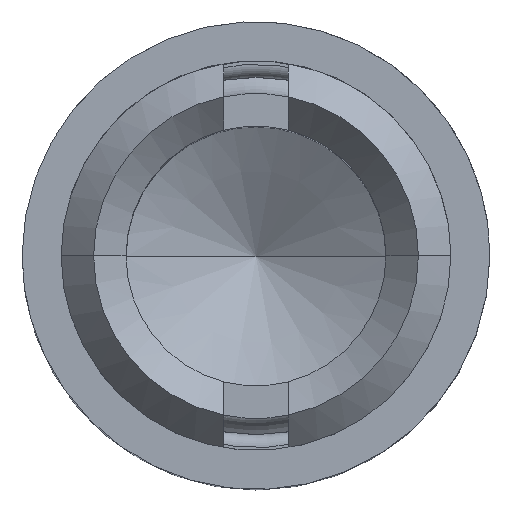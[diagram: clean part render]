
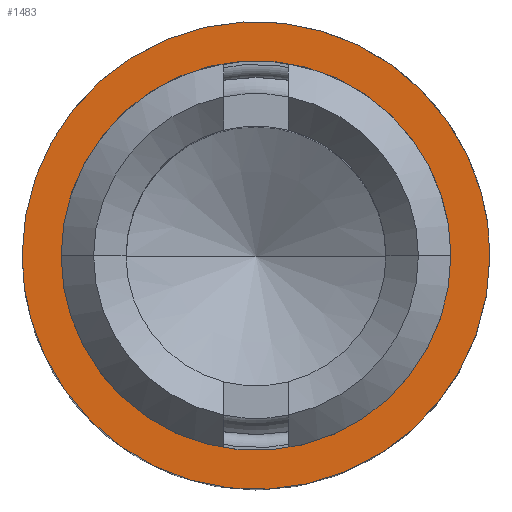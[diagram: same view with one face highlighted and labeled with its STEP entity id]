
A CAD part, top view. The second image highlights one B-rep face of the part: STEP entity #1483.
In plain terms, the highlighted planar face has unit normal (0, 0, 1).
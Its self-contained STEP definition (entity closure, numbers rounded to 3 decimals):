
#1367=AXIS2_PLACEMENT_3D('Plane Axis2P3D',#1364,#1365,#1366) ;
#1364=CARTESIAN_POINT('Axis2P3D Location',(3.6,7.2,37.65)) ;
#1370=CARTESIAN_POINT('Control Point',(7.2,3.6,37.65)) ;
#1371=CARTESIAN_POINT('Control Point',(7.2,3.228,37.65)) ;
#1372=CARTESIAN_POINT('Control Point',(7.152,2.856,37.65)) ;
#1373=CARTESIAN_POINT('Control Point',(7.056,2.493,37.65)) ;
#1374=CARTESIAN_POINT('Control Point',(6.772,1.799,37.65)) ;
#1375=CARTESIAN_POINT('Control Point',(6.322,1.2,37.65)) ;
#1376=CARTESIAN_POINT('Control Point',(6.059,0.931,37.65)) ;
#1377=CARTESIAN_POINT('Control Point',(5.469,0.467,37.65)) ;
#1378=CARTESIAN_POINT('Control Point',(4.782,0.169,37.65)) ;
#1379=CARTESIAN_POINT('Control Point',(4.42,0.065,37.65)) ;
#1380=CARTESIAN_POINT('Control Point',(3.679,-0.047,37.65)) ;
#1381=CARTESIAN_POINT('Control Point',(2.933,0.033,37.65)) ;
#1382=CARTESIAN_POINT('Control Point',(2.568,0.121,37.65)) ;
#1383=CARTESIAN_POINT('Control Point',(1.868,0.39,37.65)) ;
#1384=CARTESIAN_POINT('Control Point',(1.259,0.827,37.65)) ;
#1385=CARTESIAN_POINT('Control Point',(0.985,1.084,37.65)) ;
#1386=CARTESIAN_POINT('Control Point',(0.508,1.663,37.65)) ;
#1387=CARTESIAN_POINT('Control Point',(0.195,2.345,37.65)) ;
#1388=CARTESIAN_POINT('Control Point',(0.083,2.704,37.65)) ;
#1389=CARTESIAN_POINT('Control Point',(0.014,3.104,37.65)) ;
#1390=CARTESIAN_POINT('Control Point',(0.001,3.507,37.65)) ;
#1391=CARTESIAN_POINT('Control Point',(0.,3.538,37.65)) ;
#1392=CARTESIAN_POINT('Control Point',(0.,3.569,37.65)) ;
#1393=CARTESIAN_POINT('Control Point',(0.,3.6,37.65)) ;
#1394=CARTESIAN_POINT('Vertex',(7.2,3.6,37.65)) ;
#1396=CARTESIAN_POINT('Vertex',(0.,3.6,37.65)) ;
#1400=CARTESIAN_POINT('Control Point',(0.,3.6,37.65)) ;
#1401=CARTESIAN_POINT('Control Point',(0.,3.972,37.65)) ;
#1402=CARTESIAN_POINT('Control Point',(0.048,4.344,37.65)) ;
#1403=CARTESIAN_POINT('Control Point',(0.144,4.707,37.65)) ;
#1404=CARTESIAN_POINT('Control Point',(0.428,5.401,37.65)) ;
#1405=CARTESIAN_POINT('Control Point',(0.878,6.,37.65)) ;
#1406=CARTESIAN_POINT('Control Point',(1.141,6.269,37.65)) ;
#1407=CARTESIAN_POINT('Control Point',(1.731,6.733,37.65)) ;
#1408=CARTESIAN_POINT('Control Point',(2.418,7.031,37.65)) ;
#1409=CARTESIAN_POINT('Control Point',(2.78,7.135,37.65)) ;
#1410=CARTESIAN_POINT('Control Point',(3.521,7.247,37.65)) ;
#1411=CARTESIAN_POINT('Control Point',(4.267,7.167,37.65)) ;
#1412=CARTESIAN_POINT('Control Point',(4.632,7.079,37.65)) ;
#1413=CARTESIAN_POINT('Control Point',(5.332,6.81,37.65)) ;
#1414=CARTESIAN_POINT('Control Point',(5.941,6.373,37.65)) ;
#1415=CARTESIAN_POINT('Control Point',(6.215,6.116,37.65)) ;
#1416=CARTESIAN_POINT('Control Point',(6.692,5.537,37.65)) ;
#1417=CARTESIAN_POINT('Control Point',(7.005,4.855,37.65)) ;
#1418=CARTESIAN_POINT('Control Point',(7.117,4.496,37.65)) ;
#1419=CARTESIAN_POINT('Control Point',(7.186,4.096,37.65)) ;
#1420=CARTESIAN_POINT('Control Point',(7.199,3.693,37.65)) ;
#1421=CARTESIAN_POINT('Control Point',(7.2,3.662,37.65)) ;
#1422=CARTESIAN_POINT('Control Point',(7.2,3.631,37.65)) ;
#1423=CARTESIAN_POINT('Control Point',(7.2,3.6,37.65)) ;
#1430=CARTESIAN_POINT('Control Point',(0.6,3.6,37.65)) ;
#1431=CARTESIAN_POINT('Control Point',(0.6,3.939,37.65)) ;
#1432=CARTESIAN_POINT('Control Point',(0.648,4.279,37.65)) ;
#1433=CARTESIAN_POINT('Control Point',(0.744,4.609,37.65)) ;
#1434=CARTESIAN_POINT('Control Point',(1.027,5.234,37.65)) ;
#1435=CARTESIAN_POINT('Control Point',(1.472,5.755,37.65)) ;
#1436=CARTESIAN_POINT('Control Point',(1.73,5.983,37.65)) ;
#1437=CARTESIAN_POINT('Control Point',(2.303,6.358,37.65)) ;
#1438=CARTESIAN_POINT('Control Point',(2.958,6.56,37.65)) ;
#1439=CARTESIAN_POINT('Control Point',(3.298,6.614,37.65)) ;
#1440=CARTESIAN_POINT('Control Point',(3.984,6.624,37.65)) ;
#1441=CARTESIAN_POINT('Control Point',(4.645,6.443,37.65)) ;
#1442=CARTESIAN_POINT('Control Point',(4.961,6.306,37.65)) ;
#1443=CARTESIAN_POINT('Control Point',(5.545,5.947,37.65)) ;
#1444=CARTESIAN_POINT('Control Point',(6.006,5.44,37.65)) ;
#1445=CARTESIAN_POINT('Control Point',(6.199,5.155,37.65)) ;
#1446=CARTESIAN_POINT('Control Point',(6.433,4.677,37.65)) ;
#1447=CARTESIAN_POINT('Control Point',(6.556,4.162,37.65)) ;
#1448=CARTESIAN_POINT('Control Point',(6.585,3.976,37.65)) ;
#1449=CARTESIAN_POINT('Control Point',(6.6,3.788,37.65)) ;
#1450=CARTESIAN_POINT('Control Point',(6.6,3.6,37.65)) ;
#1451=CARTESIAN_POINT('Vertex',(0.6,3.6,37.65)) ;
#1453=CARTESIAN_POINT('Vertex',(6.6,3.6,37.65)) ;
#1457=CARTESIAN_POINT('Control Point',(6.6,3.6,37.65)) ;
#1458=CARTESIAN_POINT('Control Point',(6.6,3.261,37.65)) ;
#1459=CARTESIAN_POINT('Control Point',(6.552,2.921,37.65)) ;
#1460=CARTESIAN_POINT('Control Point',(6.456,2.591,37.65)) ;
#1461=CARTESIAN_POINT('Control Point',(6.173,1.966,37.65)) ;
#1462=CARTESIAN_POINT('Control Point',(5.728,1.445,37.65)) ;
#1463=CARTESIAN_POINT('Control Point',(5.47,1.217,37.65)) ;
#1464=CARTESIAN_POINT('Control Point',(4.897,0.842,37.65)) ;
#1465=CARTESIAN_POINT('Control Point',(4.242,0.64,37.65)) ;
#1466=CARTESIAN_POINT('Control Point',(3.902,0.586,37.65)) ;
#1467=CARTESIAN_POINT('Control Point',(3.216,0.576,37.65)) ;
#1468=CARTESIAN_POINT('Control Point',(2.555,0.757,37.65)) ;
#1469=CARTESIAN_POINT('Control Point',(2.239,0.894,37.65)) ;
#1470=CARTESIAN_POINT('Control Point',(1.655,1.253,37.65)) ;
#1471=CARTESIAN_POINT('Control Point',(1.194,1.76,37.65)) ;
#1472=CARTESIAN_POINT('Control Point',(1.001,2.045,37.65)) ;
#1473=CARTESIAN_POINT('Control Point',(0.767,2.523,37.65)) ;
#1474=CARTESIAN_POINT('Control Point',(0.644,3.038,37.65)) ;
#1475=CARTESIAN_POINT('Control Point',(0.615,3.224,37.65)) ;
#1476=CARTESIAN_POINT('Control Point',(0.6,3.412,37.65)) ;
#1477=CARTESIAN_POINT('Control Point',(0.6,3.6,37.65)) ;
#1365=DIRECTION('Axis2P3D Direction',(0.,0.,1.)) ;
#1366=DIRECTION('Axis2P3D XDirection',(1.,0.,0.)) ;
#1426=ORIENTED_EDGE('',*,*,#1398,.F.) ;
#1427=ORIENTED_EDGE('',*,*,#1424,.F.) ;
#1480=ORIENTED_EDGE('',*,*,#1455,.T.) ;
#1481=ORIENTED_EDGE('',*,*,#1478,.T.) ;
#1482=FACE_BOUND('',#1479,.T.) ;
#1483=ADVANCED_FACE('V2',(#1428,#1482),#1368,.T.) ;
#1369=B_SPLINE_CURVE_WITH_KNOTS('',5,(#1370,#1371,#1372,#1373,#1374,#1375,#1376,#1377,#1378,#1379,#1380,#1381,#1382,#1383,#1384,#1385,#1386,#1387,#1388,#1389,#1390,#1391,#1392,#1393),.UNSPECIFIED.,.F.,.U.,(6,3,3,3,3,3,3,6),(0.,2.629,5.258,7.887,10.516,13.145,15.774,15.994),.UNSPECIFIED.) ;
#1399=B_SPLINE_CURVE_WITH_KNOTS('',5,(#1400,#1401,#1402,#1403,#1404,#1405,#1406,#1407,#1408,#1409,#1410,#1411,#1412,#1413,#1414,#1415,#1416,#1417,#1418,#1419,#1420,#1421,#1422,#1423),.UNSPECIFIED.,.F.,.U.,(6,3,3,3,3,3,3,6),(0.,2.629,5.258,7.887,10.516,13.145,15.774,15.994),.UNSPECIFIED.) ;
#1429=B_SPLINE_CURVE_WITH_KNOTS('',5,(#1430,#1431,#1432,#1433,#1434,#1435,#1436,#1437,#1438,#1439,#1440,#1441,#1442,#1443,#1444,#1445,#1446,#1447,#1448,#1449,#1450),.UNSPECIFIED.,.F.,.U.,(6,3,3,3,3,3,6),(0.,2.4,4.8,7.2,9.6,12.,13.328),.UNSPECIFIED.) ;
#1456=B_SPLINE_CURVE_WITH_KNOTS('',5,(#1457,#1458,#1459,#1460,#1461,#1462,#1463,#1464,#1465,#1466,#1467,#1468,#1469,#1470,#1471,#1472,#1473,#1474,#1475,#1476,#1477),.UNSPECIFIED.,.F.,.U.,(6,3,3,3,3,3,6),(0.,2.4,4.8,7.2,9.6,12.,13.328),.UNSPECIFIED.) ;
#1398=EDGE_CURVE('',#1395,#1397,#1369,.T.) ;
#1424=EDGE_CURVE('',#1397,#1395,#1399,.T.) ;
#1455=EDGE_CURVE('',#1452,#1454,#1429,.T.) ;
#1478=EDGE_CURVE('',#1454,#1452,#1456,.T.) ;
#1425=EDGE_LOOP('',(#1426,#1427)) ;
#1479=EDGE_LOOP('',(#1480,#1481)) ;
#1428=FACE_OUTER_BOUND('',#1425,.T.) ;
#1368=PLANE('',#1367) ;
#1395=VERTEX_POINT('',#1394) ;
#1397=VERTEX_POINT('',#1396) ;
#1452=VERTEX_POINT('',#1451) ;
#1454=VERTEX_POINT('',#1453) ;
